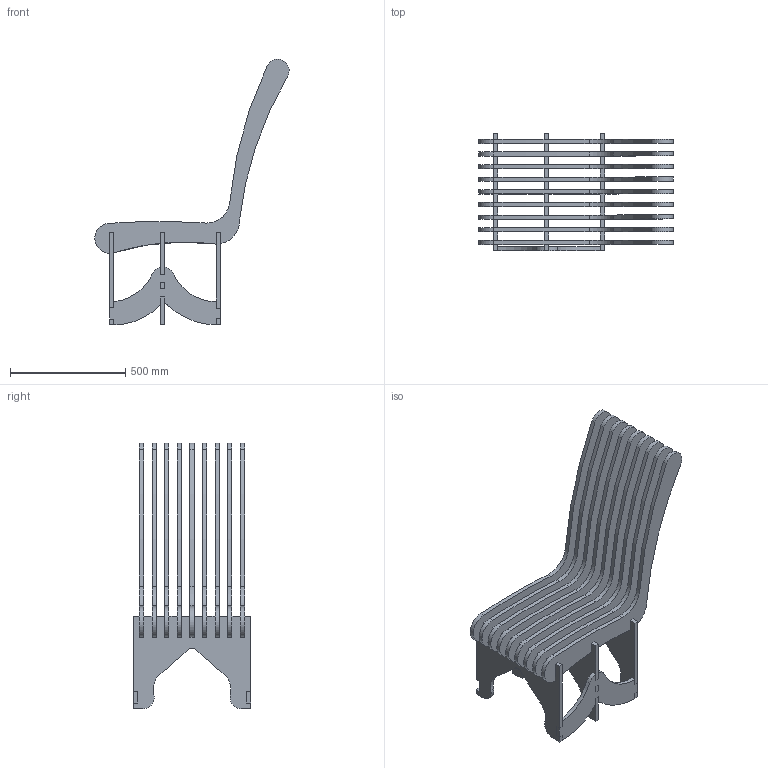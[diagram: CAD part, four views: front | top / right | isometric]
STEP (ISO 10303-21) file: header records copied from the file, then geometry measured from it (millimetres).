
FILE_DESCRIPTION(/* description */ (''),/* implementation_level */ '2;1');
FILE_NAME(/* name */ 'silla.step',/* time_stamp */ '2026-03-11T00:44:45-05:00',/* author */ (''),/* organization */ (''),/* preprocessor_version */ 'ST-DEVELOPER v20.1',/* originating_system */ 'Autodesk Translation Framework v14.24.0.0',/* authorisation */ '');
FILE_SCHEMA (('AUTOMOTIVE_DESIGN { 1 0 10303 214 3 1 1 }'));
Length unit declared in the file: centimetre
Products named in the file (1): silla
Bounding box: 842.38 x 510 x 1150.89 mm (x, y, z)
Volume: 26415268.3 mm3; surface area: 3605360.5 mm2
Topology: 13 solids, 13 shells, 383 faces, 1071 edges, 714 vertices
Faces by surface type: plane 255, cylinder 128
Entity records: 12326 total; most frequent: CARTESIAN_POINT 2169, ORIENTED_EDGE 2142, DIRECTION 2095, EDGE_CURVE 1071, LINE 815, VECTOR 815, VERTEX_POINT 714, AXIS2_PLACEMENT_3D 640
